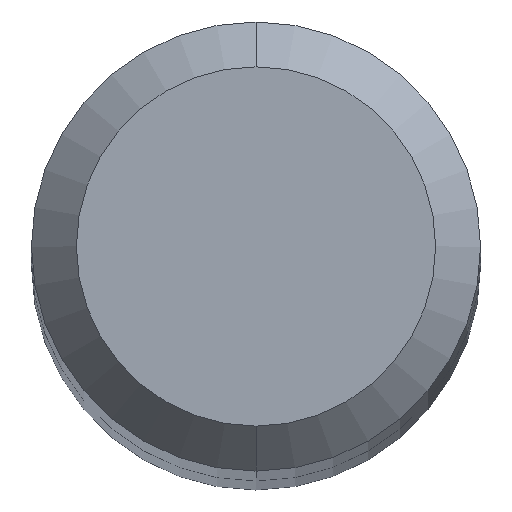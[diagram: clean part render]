
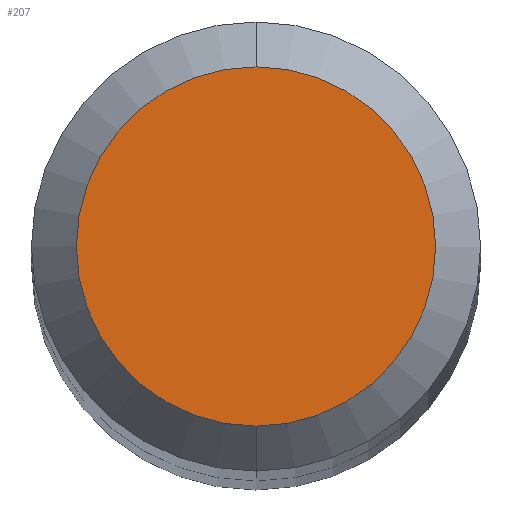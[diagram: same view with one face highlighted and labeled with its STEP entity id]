
A CAD part, top view. The second image highlights one B-rep face of the part: STEP entity #207.
In plain terms, the highlighted planar face has unit normal (0, 0, 1).
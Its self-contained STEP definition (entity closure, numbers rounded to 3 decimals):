
#6 = CARTESIAN_POINT ( 'NONE',  ( 0., 0., 49. ) ) ;
#26 = DIRECTION ( 'NONE',  ( 0., 1., 0. ) ) ;
#42 = ORIENTED_EDGE ( 'NONE', *, *, #179, .F. ) ;
#47 = DIRECTION ( 'NONE',  ( 0., 1., 0. ) ) ;
#57 = CARTESIAN_POINT ( 'NONE',  ( 0., 0.8, 49. ) ) ;
#68 = PLANE ( 'NONE',  #95 ) ;
#70 = CIRCLE ( 'NONE', #124, 0.8 ) ;
#74 = DIRECTION ( 'NONE',  ( 0., 0., -1. ) ) ;
#95 = AXIS2_PLACEMENT_3D ( 'NONE', #128, #178, #231 ) ;
#100 = CIRCLE ( 'NONE', #221, 0.8 ) ;
#124 = AXIS2_PLACEMENT_3D ( 'NONE', #6, #223, #47 ) ;
#128 = CARTESIAN_POINT ( 'NONE',  ( 0., 0., 49. ) ) ;
#171 = EDGE_CURVE ( 'NONE', #226, #234, #70, .T. ) ;
#178 = DIRECTION ( 'NONE',  ( 0., 0., -1. ) ) ;
#179 = EDGE_CURVE ( 'NONE', #234, #226, #100, .T. ) ;
#181 = ORIENTED_EDGE ( 'NONE', *, *, #171, .F. ) ;
#197 = FACE_OUTER_BOUND ( 'NONE', #278, .T. ) ;
#207 = ADVANCED_FACE ( 'NONE', ( #197 ), #68, .F. ) ;
#221 = AXIS2_PLACEMENT_3D ( 'NONE', #313, #74, #26 ) ;
#223 = DIRECTION ( 'NONE',  ( 0., 0., -1. ) ) ;
#226 = VERTEX_POINT ( 'NONE', #57 ) ;
#231 = DIRECTION ( 'NONE',  ( 0., 1., 0. ) ) ;
#234 = VERTEX_POINT ( 'NONE', #263 ) ;
#263 = CARTESIAN_POINT ( 'NONE',  ( 0., -0.8, 49. ) ) ;
#278 = EDGE_LOOP ( 'NONE', ( #181, #42 ) ) ;
#313 = CARTESIAN_POINT ( 'NONE',  ( 0., 0., 49. ) ) ;
